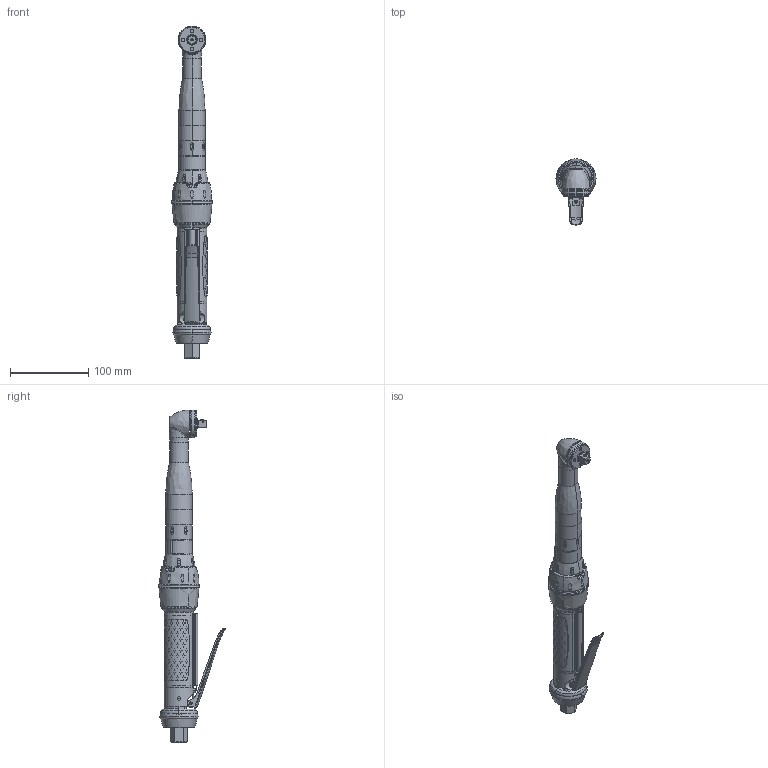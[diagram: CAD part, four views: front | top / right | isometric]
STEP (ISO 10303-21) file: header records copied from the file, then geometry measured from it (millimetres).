
FILE_DESCRIPTION((''),'2;1');
FILE_NAME('TMP17244_SW','2010-06-10T',('tooextcsr'),(''),'PRO/ENGINEER BY PARAMETRIC TECHNOLOGY CORPORATION, 2008310','PRO/ENGINEER BY PARAMETRIC TECHNOLOGY CORPORATION, 2008310','');
FILE_SCHEMA(('CONFIG_CONTROL_DESIGN', 'GEOMETRIC_VALIDATION_PROPERTIES_MIM'));
Length unit declared in the file: millimetre
Products named in the file (1): TMP17244_SW
Bounding box: 51.4 x 84.73 x 424.85 mm (x, y, z)
Surface area: 118407.2 mm2 (no closed solid volume)
Topology: 0 solids, 166 shells, 529 faces, 3290 edges, 2862 vertices
Faces by surface type: cylinder 265, bspline 87, torus 69, plane 59, cone 44, extrusion 4, sphere 1
Entity records: 51496 total; most frequent: CARTESIAN_POINT 27600, ORIENTED_EDGE 4036, EDGE_CURVE 3289, VERTEX_POINT 2862, DIRECTION 2601, B_SPLINE_CURVE_WITH_KNOTS 2254, AXIS2_PLACEMENT_3D 1120, EDGE_LOOP 718
